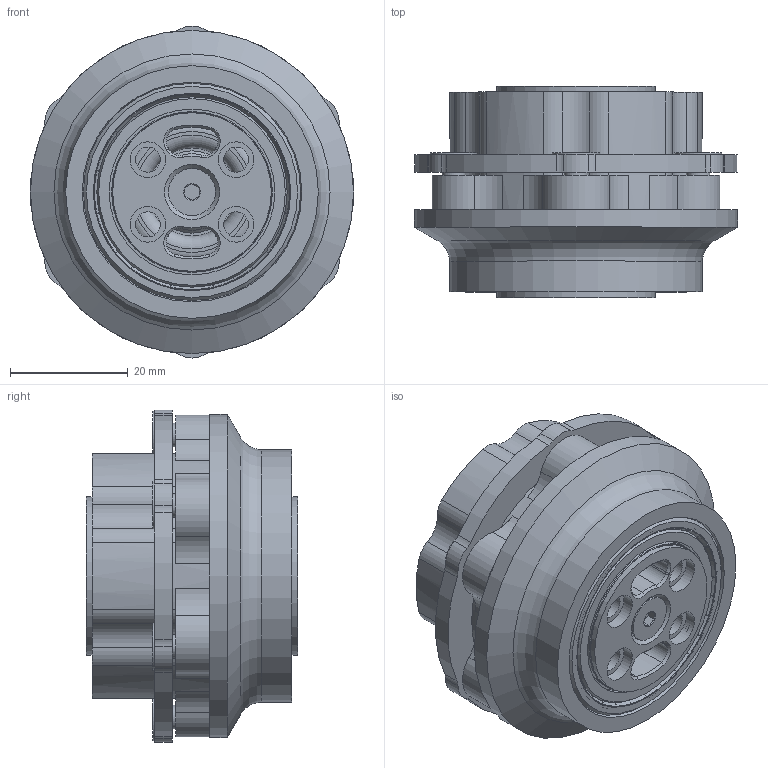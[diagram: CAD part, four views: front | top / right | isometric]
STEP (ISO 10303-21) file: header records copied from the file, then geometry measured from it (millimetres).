
FILE_DESCRIPTION(/* description */ (''),/* implementation_level */ '2;1');
FILE_NAME(/* name */ 'Battle Ready Motor RDY 5536 V1.2 v12 PRODUCTION.step',/* time_stamp */ '2024-01-23T16:30:12-05:00',/* author */ (''),/* organization */ (''),/* preprocessor_version */ 'ST-DEVELOPER v20',/* originating_system */ 'Autodesk Translation Framework v12.14.0.127',/* authorisation */ '');
FILE_SCHEMA (('AUTOMOTIVE_DESIGN { 1 0 10303 214 3 1 1 }'));
Length unit declared in the file: millimetre
Products named in the file (12): Battle Ready Motor RDY 5536 V1.2; Stator; Shaft; Iron Ring; 6805-ZZ 5972K158_Ball Bearing; Outer Hub; Clamp Ring; 91294A190 M4 x 10mm Flat Head; Inner Hub V2; M4 x 10mm Flat Head; Inner Hub V2(Mirror) (1); M4 x 10mm Flat Head (1)
Assembly tree (17 placements, depth 3):
  Battle Ready Motor RDY 5536 V1.2
    Stator
    Shaft
    Iron Ring
    6805-ZZ 5972K158_Ball Bearing  x2
    Outer Hub
    Clamp Ring
      91294A190 M4 x 10mm Flat Head  x6
    Inner Hub V2
      M4 x 10mm Flat Head
    Inner Hub V2(Mirror) (1)
      M4 x 10mm Flat Head (1)
Bounding box: 55 x 36 x 56.5 mm (x, y, z)
Volume: 48210.7 mm3; surface area: 45390.5 mm2
Topology: 69 solids, 69 shells, 1551 faces, 3745 edges, 2316 vertices
Faces by surface type: plane 556, cylinder 384, cone 294, torus 177, sphere 140
Full cylindrical faces by diameter (mm): 3.332 x8, 4 x8, 4.234 x8, 4.3 x2, 4.4 x6, 6.05 x8, 8 x8, 10 x2, 10.05 x2, 12.95 x2, 13 x1, 14 x1, 25 x4, 27 x3, 27.363 x8, 28.214 x4, 31 x1, 32.2 x1, 32.39 x4, 32.729 x4, 33 x1, 33.58 x8, 34.637 x4, 35 x2, 36.988 x2, 37 x2, 42.988 x1, 55 x1
Entity records: 32155 total; most frequent: DIRECTION 6276, CARTESIAN_POINT 5307, ORIENTED_EDGE 5112, AXIS2_PLACEMENT_3D 2594, EDGE_CURVE 2556, VERTEX_POINT 1571, CIRCLE 1450, EDGE_LOOP 1215
